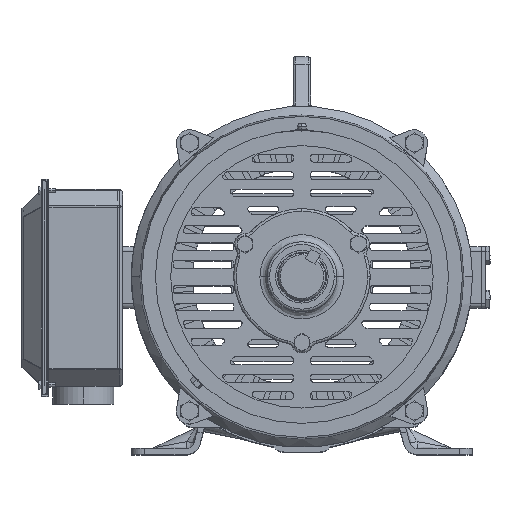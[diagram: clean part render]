
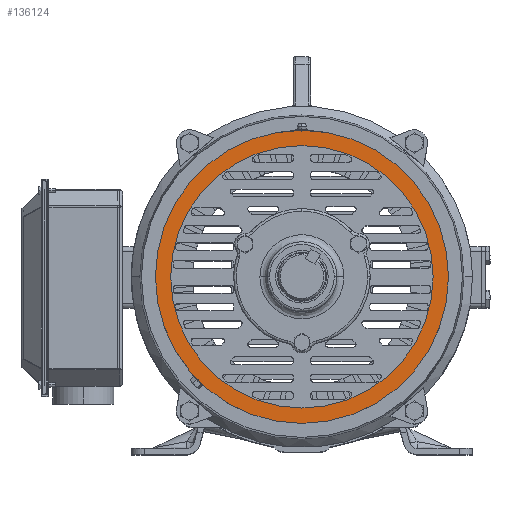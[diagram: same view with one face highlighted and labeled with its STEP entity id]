
A CAD part, top view. The second image highlights one B-rep face of the part: STEP entity #136124.
In plain terms, the highlighted face is planar.
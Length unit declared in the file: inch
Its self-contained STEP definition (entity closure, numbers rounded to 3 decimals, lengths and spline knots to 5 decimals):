
#7928 = EDGE_LOOP ( 'NONE', ( #25844, #89497 ) ) ;
#8426 = CARTESIAN_POINT ( 'NONE',  ( -0.52309, 0.26919, -11.06299 ) ) ;
#11109 = VERTEX_POINT ( 'NONE', #76867 ) ;
#12430 = AXIS2_PLACEMENT_3D ( 'NONE', #36631, #21762, #33149 ) ;
#16921 = EDGE_CURVE ( 'NONE', #44414, #71745, #29991, .T. ) ;
#17508 = DIRECTION ( 'NONE',  ( 0., 0., 1. ) ) ;
#18473 = DIRECTION ( 'NONE',  ( 1., 0., 0. ) ) ;
#21762 = DIRECTION ( 'NONE',  ( 0., 0., 1. ) ) ;
#23718 = DIRECTION ( 'NONE',  ( 0., 0., 1. ) ) ;
#25844 = ORIENTED_EDGE ( 'NONE', *, *, #53797, .F. ) ;
#29991 = CIRCLE ( 'NONE', #86836, 6.59449 ) ;
#30868 = CARTESIAN_POINT ( 'NONE',  ( -0.52309, 0.26919, -11.06299 ) ) ;
#33149 = DIRECTION ( 'NONE',  ( -1., 0., 0. ) ) ;
#33305 = CIRCLE ( 'NONE', #126031, 5.90551 ) ;
#33491 = VERTEX_POINT ( 'NONE', #68700 ) ;
#36631 = CARTESIAN_POINT ( 'NONE',  ( -0.52309, 0.26919, -11.06299 ) ) ;
#39311 = PLANE ( 'NONE',  #95376 ) ;
#42262 = DIRECTION ( 'NONE',  ( -1., 0., 0. ) ) ;
#44321 = ORIENTED_EDGE ( 'NONE', *, *, #92155, .T. ) ;
#44414 = VERTEX_POINT ( 'NONE', #100475 ) ;
#44876 = CARTESIAN_POINT ( 'NONE',  ( -7.11758, 0.26919, -11.06299 ) ) ;
#47134 = CIRCLE ( 'NONE', #83889, 6.59449 ) ;
#51403 = FACE_BOUND ( 'NONE', #55579, .T. ) ;
#53145 = DIRECTION ( 'NONE',  ( -1., 0., 0. ) ) ;
#53797 = EDGE_CURVE ( 'NONE', #71745, #44414, #47134, .T. ) ;
#55579 = EDGE_LOOP ( 'NONE', ( #44321, #122977 ) ) ;
#68700 = CARTESIAN_POINT ( 'NONE',  ( -6.4286, 0.26919, -11.06299 ) ) ;
#71745 = VERTEX_POINT ( 'NONE', #44876 ) ;
#76867 = CARTESIAN_POINT ( 'NONE',  ( 5.38242, 0.26919, -11.06299 ) ) ;
#77954 = FACE_OUTER_BOUND ( 'NONE', #7928, .T. ) ;
#83889 = AXIS2_PLACEMENT_3D ( 'NONE', #113816, #23718, #91035 ) ;
#86836 = AXIS2_PLACEMENT_3D ( 'NONE', #8426, #99559, #53145 ) ;
#89497 = ORIENTED_EDGE ( 'NONE', *, *, #16921, .F. ) ;
#91035 = DIRECTION ( 'NONE',  ( -1., 0., 0. ) ) ;
#92155 = EDGE_CURVE ( 'NONE', #33491, #11109, #135300, .T. ) ;
#95376 = AXIS2_PLACEMENT_3D ( 'NONE', #129430, #17508, #18473 ) ;
#99559 = DIRECTION ( 'NONE',  ( 0., 0., 1. ) ) ;
#100475 = CARTESIAN_POINT ( 'NONE',  ( 6.0714, 0.26919, -11.06299 ) ) ;
#113816 = CARTESIAN_POINT ( 'NONE',  ( -0.52309, 0.26919, -11.06299 ) ) ;
#122977 = ORIENTED_EDGE ( 'NONE', *, *, #128622, .T. ) ;
#126031 = AXIS2_PLACEMENT_3D ( 'NONE', #30868, #145224, #42262 ) ;
#128622 = EDGE_CURVE ( 'NONE', #11109, #33491, #33305, .T. ) ;
#129430 = CARTESIAN_POINT ( 'NONE',  ( -0.52309, 6.1747, -11.06299 ) ) ;
#135300 = CIRCLE ( 'NONE', #12430, 5.90551 ) ;
#136124 = ADVANCED_FACE ( 'NONE', ( #77954, #51403 ), #39311, .F. ) ;
#145224 = DIRECTION ( 'NONE',  ( 0., 0., 1. ) ) ;
